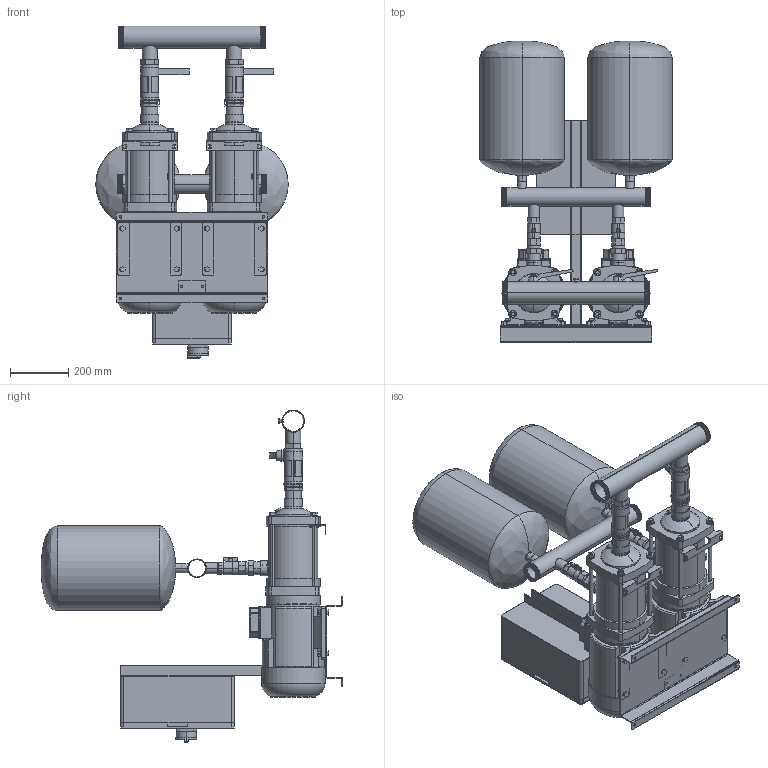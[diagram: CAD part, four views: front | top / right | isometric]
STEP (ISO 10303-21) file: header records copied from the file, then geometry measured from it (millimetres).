
FILE_DESCRIPTION (( 'STEP AP214' ), '1' );
FILE_NAME ('2EH 20-5 TS.STEP', '2022-03-02T09:49:09', ( '' ), ( '' ), 'SwSTEP 2.0', 'SolidWorks 2020', '' );
FILE_SCHEMA (( 'AUTOMOTIVE_DESIGN' ));
Length unit declared in the file: mil
Products named in the file (1): 2EH 20-5 TS
Bounding box: 660 x 1035 x 1139 mm (x, y, z)
Volume: 88075545 mm3; surface area: 5621702 mm2
Topology: 80 solids, 81 shells, 1878 faces, 4544 edges, 2923 vertices
Faces by surface type: plane 938, cylinder 755, cone 88, torus 49, sphere 26, bspline 22
Entity records: 77519 total; most frequent: CARTESIAN_POINT 31087, DIRECTION 9244, ORIENTED_EDGE 9044, EDGE_CURVE 4522, AXIS2_PLACEMENT_3D 3341, VERTEX_POINT 2923, VECTOR 2562, LINE 2562
